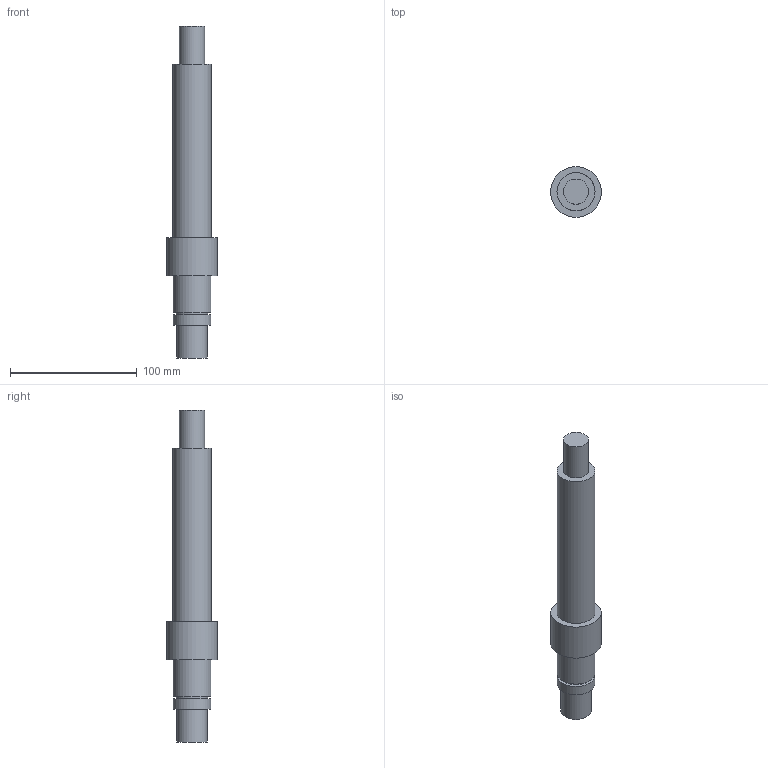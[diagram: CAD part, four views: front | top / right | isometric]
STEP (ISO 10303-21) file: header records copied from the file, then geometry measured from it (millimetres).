
FILE_DESCRIPTION(/* description */ (''),/* implementation_level */ '2;1');
FILE_NAME(/* name */ 'BM-07.step',/* time_stamp */ '2024-05-09T15:50:11+01:00',/* author */ (''),/* organization */ (''),/* preprocessor_version */ 'ST-DEVELOPER v20',/* originating_system */ 'Autodesk Translation Framework v12.20.1.177',/* authorisation */ '');
FILE_SCHEMA (('AUTOMOTIVE_DESIGN { 1 0 10303 214 3 1 1 }'));
Length unit declared in the file: millimetre
Products named in the file (1): BM-07
Bounding box: 40 x 40 x 262 mm (x, y, z)
Volume: 180556.1 mm3; surface area: 27495 mm2
Topology: 1 solids, 1 shells, 28 faces, 61 edges, 42 vertices
Faces by surface type: plane 17, cylinder 11
Full cylindrical faces by diameter (mm): 19.791 x1, 24 x1, 29.85 x1, 30 x1, 40 x1
Entity records: 864 total; most frequent: CARTESIAN_POINT 204, DIRECTION 129, ORIENTED_EDGE 122, EDGE_CURVE 61, AXIS2_PLACEMENT_3D 47, VERTEX_POINT 42, EDGE_LOOP 35, LINE 35
